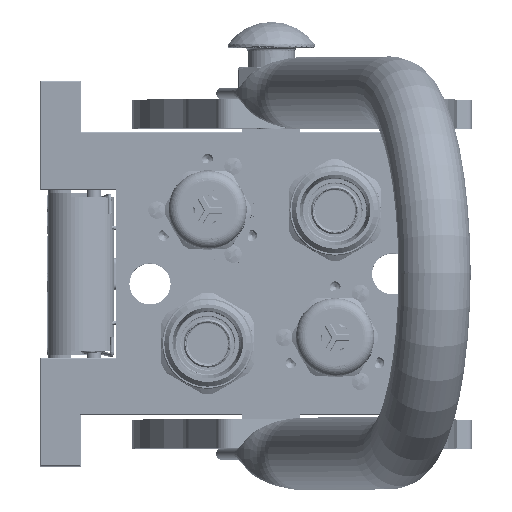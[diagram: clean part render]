
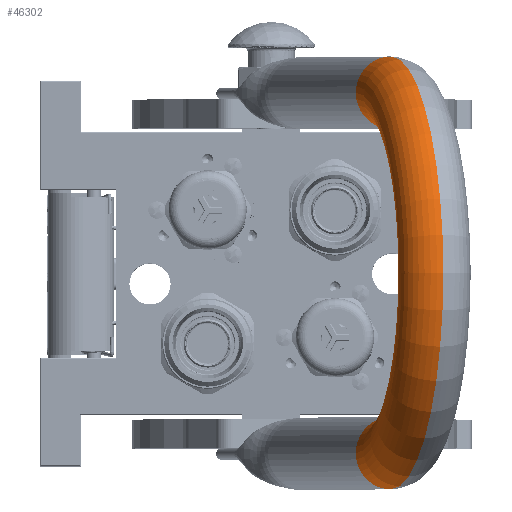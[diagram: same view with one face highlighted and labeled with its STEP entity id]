
A CAD part, top view. The second image highlights one B-rep face of the part: STEP entity #46302.
In plain terms, the highlighted toroidal (fillet/blend) face has major radius 62.25 mm and minor radius 12.5 mm.
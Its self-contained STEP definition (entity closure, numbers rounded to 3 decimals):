
#8858 = CARTESIAN_POINT ( 'NONE',  ( 74.75, 0., 125.25 ) ) ;
#10785 = CIRCLE ( 'NONE', #138433, 12.5 ) ;
#12632 = AXIS2_PLACEMENT_3D ( 'NONE', #116645, #154551, #43373 ) ;
#18628 = CARTESIAN_POINT ( 'NONE',  ( 62.25, 0., 125.25 ) ) ;
#24063 = EDGE_CURVE ( 'NONE', #118263, #115899, #66431, .T. ) ;
#25078 = VERTEX_POINT ( 'NONE', #110056 ) ;
#28513 = CIRCLE ( 'NONE', #34984, 49.75 ) ;
#31612 = VERTEX_POINT ( 'NONE', #112028 ) ;
#32220 = FACE_OUTER_BOUND ( 'NONE', #105604, .T. ) ;
#33352 = ORIENTED_EDGE ( 'NONE', *, *, #68612, .F. ) ;
#34984 = AXIS2_PLACEMENT_3D ( 'NONE', #63264, #137468, #148749 ) ;
#39927 = TOROIDAL_SURFACE ( 'NONE', #12632, 62.25, 12.5 ) ;
#43227 = ORIENTED_EDGE ( 'NONE', *, *, #24063, .T. ) ;
#43373 = DIRECTION ( 'NONE',  ( 1., 0., 0. ) ) ;
#45333 = ORIENTED_EDGE ( 'NONE', *, *, #59374, .T. ) ;
#46302 = ADVANCED_FACE ( 'NONE', ( #32220 ), #39927, .T. ) ;
#55707 = ORIENTED_EDGE ( 'NONE', *, *, #95690, .F. ) ;
#55976 = DIRECTION ( 'NONE',  ( 0., 0., -1. ) ) ;
#59374 = EDGE_CURVE ( 'NONE', #25078, #118263, #10785, .T. ) ;
#63264 = CARTESIAN_POINT ( 'NONE',  ( 0., 0., 125.25 ) ) ;
#66431 = CIRCLE ( 'NONE', #138988, 74.75 ) ;
#68612 = EDGE_CURVE ( 'NONE', #25078, #31612, #28513, .T. ) ;
#68920 = CIRCLE ( 'NONE', #117098, 12.5 ) ;
#78812 = DIRECTION ( 'NONE',  ( 1., 0., 0. ) ) ;
#84762 = CARTESIAN_POINT ( 'NONE',  ( -74.75, 0., 125.25 ) ) ;
#87707 = DIRECTION ( 'NONE',  ( 0., 1., 0. ) ) ;
#95690 = EDGE_CURVE ( 'NONE', #31612, #115899, #68920, .T. ) ;
#99969 = DIRECTION ( 'NONE',  ( -1., 0., 0. ) ) ;
#105604 = EDGE_LOOP ( 'NONE', ( #43227, #55707, #33352, #45333 ) ) ;
#110056 = CARTESIAN_POINT ( 'NONE',  ( -49.75, 0., 125.25 ) ) ;
#112028 = CARTESIAN_POINT ( 'NONE',  ( 49.75, 0., 125.25 ) ) ;
#115899 = VERTEX_POINT ( 'NONE', #8858 ) ;
#116645 = CARTESIAN_POINT ( 'NONE',  ( 0., 0., 125.25 ) ) ;
#117098 = AXIS2_PLACEMENT_3D ( 'NONE', #18628, #55976, #152765 ) ;
#118263 = VERTEX_POINT ( 'NONE', #84762 ) ;
#137468 = DIRECTION ( 'NONE',  ( 0., 1., 0. ) ) ;
#138433 = AXIS2_PLACEMENT_3D ( 'NONE', #150945, #139671, #78812 ) ;
#138988 = AXIS2_PLACEMENT_3D ( 'NONE', #149578, #87707, #99969 ) ;
#139671 = DIRECTION ( 'NONE',  ( 0., 0., 1. ) ) ;
#148749 = DIRECTION ( 'NONE',  ( -1., 0., 0. ) ) ;
#149578 = CARTESIAN_POINT ( 'NONE',  ( 0., 0., 125.25 ) ) ;
#150945 = CARTESIAN_POINT ( 'NONE',  ( -62.25, 0., 125.25 ) ) ;
#152765 = DIRECTION ( 'NONE',  ( -1., 0., 0. ) ) ;
#154551 = DIRECTION ( 'NONE',  ( 0., 1., 0. ) ) ;
